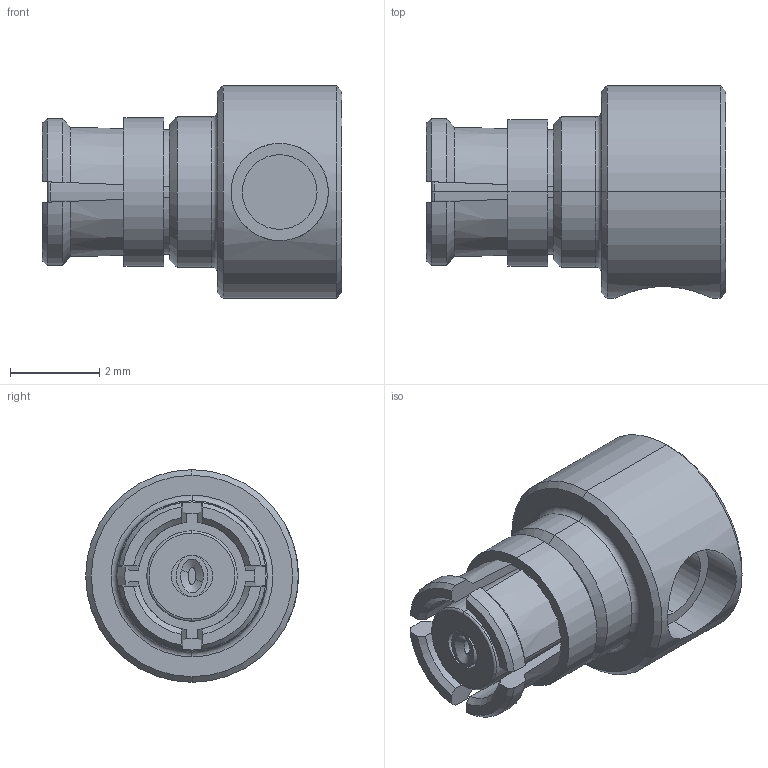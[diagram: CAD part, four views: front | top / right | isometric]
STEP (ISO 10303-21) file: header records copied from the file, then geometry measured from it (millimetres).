
FILE_DESCRIPTION (( 'STEP AP203' ), '1' );
FILE_NAME ('PE44915.step', '2018-07-03T15:10:06', ( '' ), ( '' ), 'SwSTEP 2.0', 'SolidWorks 2017', '' );
FILE_SCHEMA (( 'CONFIG_CONTROL_DESIGN' ));
Length unit declared in the file: inch
Products named in the file (1): PE44915
Bounding box: 6.73 x 4.78 x 4.78 mm (x, y, z)
Volume: 69 mm3; surface area: 197.4 mm2
Topology: 3 solids, 3 shells, 99 faces, 226 edges, 146 vertices
Faces by surface type: cylinder 30, plane 29, cone 22, bspline 14, torus 4
Entity records: 3287 total; most frequent: CARTESIAN_POINT 1136, ORIENTED_EDGE 452, DIRECTION 406, EDGE_CURVE 226, AXIS2_PLACEMENT_3D 174, VERTEX_POINT 146, EDGE_LOOP 114, FACE_OUTER_BOUND 99
